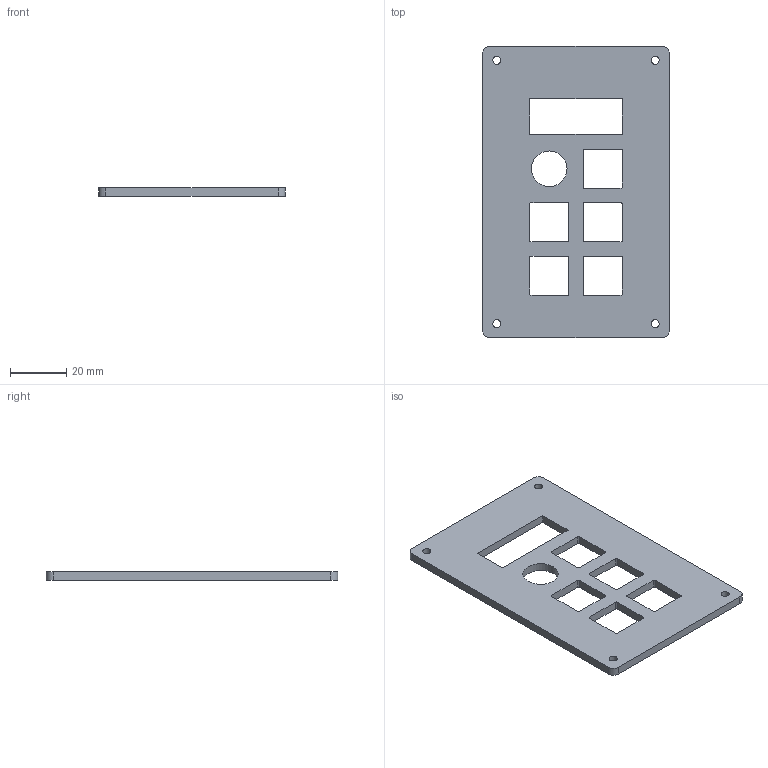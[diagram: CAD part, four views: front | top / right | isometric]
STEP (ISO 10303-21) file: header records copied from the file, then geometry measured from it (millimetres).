
FILE_DESCRIPTION(/* description */ ('STEP AP242','CAx-IF Rec.Pracs.---Representation and Presentation of Product Manufacturing Information (PMI)---4.0---2014-10-13','CAx-IF Rec.Pracs.---3D Tessellated Geometry---0.4---2014-09-14','2;1'),/* implementation_level */ '2;1');
FILE_NAME(/* name */ '671722f7f767923af95a9756',/* time_stamp */ '2024-10-22T03:58:47Z',/* author */ (''),/* organization */ (''),/* preprocessor_version */ 'ST-DEVELOPER v20',/* originating_system */ ' ',/* authorisation */ ' ');
FILE_SCHEMA (('AP242_MANAGED_MODEL_BASED_3D_ENGINEERING_MIM_LF { 1 0 10303 442 1 1 4 }'));
Length unit declared in the file: metre
Products named in the file (1): Part 2
Bounding box: 66.36 x 103.82 x 3 mm (x, y, z)
Volume: 15995.3 mm3; surface area: 13002.1 mm2
Topology: 1 solids, 1 shells, 59 faces, 171 edges, 114 vertices
Faces by surface type: plane 30, cylinder 29
Full cylindrical faces by diameter (mm): 2.9 x4, 12.7 x1
Entity records: 2004 total; most frequent: DIRECTION 344, CARTESIAN_POINT 340, ORIENTED_EDGE 332, EDGE_CURVE 166, AXIS2_PLACEMENT_3D 118, VERTEX_POINT 114, LINE 108, VECTOR 108
